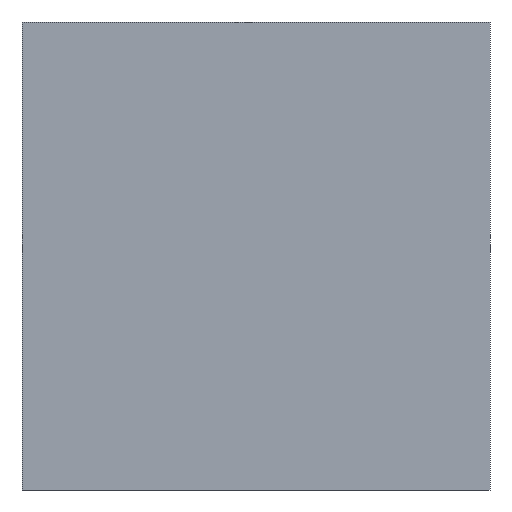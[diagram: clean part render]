
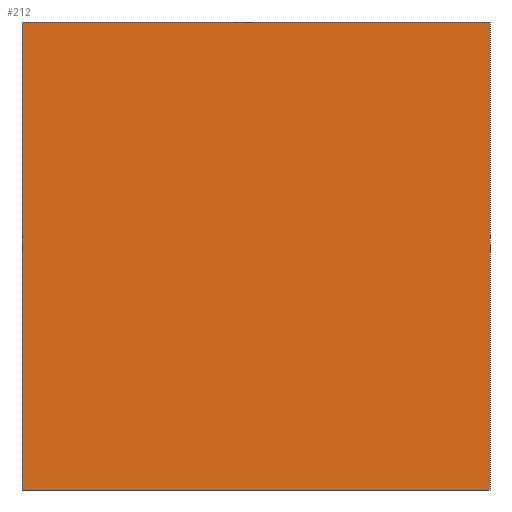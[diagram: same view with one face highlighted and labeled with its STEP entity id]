
A CAD part, left-side view. The second image highlights one B-rep face of the part: STEP entity #212.
In plain terms, the highlighted planar face has unit normal (-1, 0, 0).
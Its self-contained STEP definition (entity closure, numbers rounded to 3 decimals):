
#1 = VERTEX_POINT ( 'NONE', #120 ) ;
#12 = ORIENTED_EDGE ( 'NONE', *, *, #173, .F. ) ;
#18 = EDGE_LOOP ( 'NONE', ( #143, #12, #57, #133 ) ) ;
#37 = DIRECTION ( 'NONE',  ( 1., 0., 0. ) ) ;
#40 = LINE ( 'NONE', #223, #233 ) ;
#41 = AXIS2_PLACEMENT_3D ( 'NONE', #56, #37, #132 ) ;
#42 = DIRECTION ( 'NONE',  ( 0., 0., 1. ) ) ;
#54 = EDGE_CURVE ( 'NONE', #62, #81, #138, .T. ) ;
#56 = CARTESIAN_POINT ( 'NONE',  ( -0.75, 0., 0. ) ) ;
#57 = ORIENTED_EDGE ( 'NONE', *, *, #151, .F. ) ;
#62 = VERTEX_POINT ( 'NONE', #195 ) ;
#73 = CARTESIAN_POINT ( 'NONE',  ( -0.75, -7.5, 7.5 ) ) ;
#81 = VERTEX_POINT ( 'NONE', #127 ) ;
#90 = EDGE_CURVE ( 'NONE', #1, #62, #99, .T. ) ;
#96 = VERTEX_POINT ( 'NONE', #125 ) ;
#99 = LINE ( 'NONE', #73, #210 ) ;
#103 = DIRECTION ( 'NONE',  ( 0., 0., -1. ) ) ;
#112 = CARTESIAN_POINT ( 'NONE',  ( -0.75, 7.5, -7.5 ) ) ;
#120 = CARTESIAN_POINT ( 'NONE',  ( -0.75, 7.5, 7.5 ) ) ;
#122 = VECTOR ( 'NONE', #42, 1000. ) ;
#125 = CARTESIAN_POINT ( 'NONE',  ( -0.75, 7.5, -7.5 ) ) ;
#127 = CARTESIAN_POINT ( 'NONE',  ( -0.75, -7.5, -7.5 ) ) ;
#132 = DIRECTION ( 'NONE',  ( 0., 0., -1. ) ) ;
#133 = ORIENTED_EDGE ( 'NONE', *, *, #54, .F. ) ;
#138 = LINE ( 'NONE', #237, #219 ) ;
#143 = ORIENTED_EDGE ( 'NONE', *, *, #90, .F. ) ;
#151 = EDGE_CURVE ( 'NONE', #81, #96, #40, .T. ) ;
#173 = EDGE_CURVE ( 'NONE', #96, #1, #226, .T. ) ;
#178 = DIRECTION ( 'NONE',  ( 0., 1., 0. ) ) ;
#183 = PLANE ( 'NONE',  #41 ) ;
#195 = CARTESIAN_POINT ( 'NONE',  ( -0.75, -7.5, 7.5 ) ) ;
#203 = FACE_OUTER_BOUND ( 'NONE', #18, .T. ) ;
#206 = DIRECTION ( 'NONE',  ( 0., -1., 0. ) ) ;
#210 = VECTOR ( 'NONE', #206, 1000. ) ;
#212 = ADVANCED_FACE ( 'NONE', ( #203 ), #183, .F. ) ;
#219 = VECTOR ( 'NONE', #103, 1000. ) ;
#223 = CARTESIAN_POINT ( 'NONE',  ( -0.75, -7.5, -7.5 ) ) ;
#226 = LINE ( 'NONE', #112, #122 ) ;
#233 = VECTOR ( 'NONE', #178, 1000. ) ;
#237 = CARTESIAN_POINT ( 'NONE',  ( -0.75, -7.5, -7.5 ) ) ;
